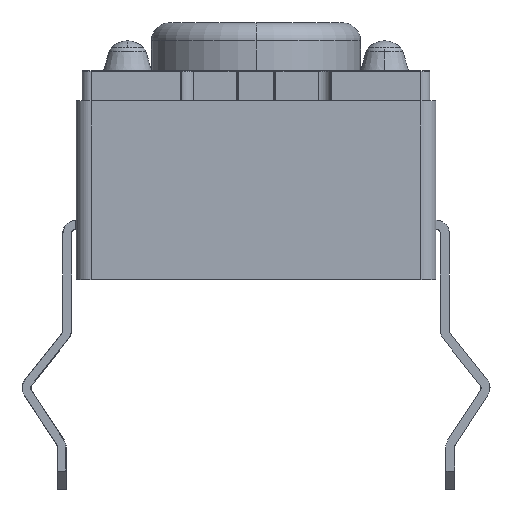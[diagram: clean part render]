
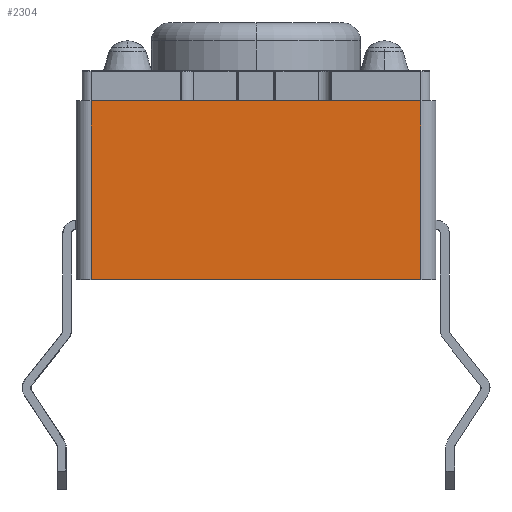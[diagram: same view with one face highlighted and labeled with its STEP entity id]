
A CAD part, front view. The second image highlights one B-rep face of the part: STEP entity #2304.
In plain terms, the highlighted planar face has unit normal (0, -1, 0).
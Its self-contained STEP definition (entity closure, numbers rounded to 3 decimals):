
#2277 = VERTEX_POINT('',#2278);
#2278 = CARTESIAN_POINT('',(0.44,-5.26,0.055));
#2285 = EDGE_CURVE('',#2286,#2277,#2288,.T.);
#2286 = VERTEX_POINT('',#2287);
#2287 = CARTESIAN_POINT('',(0.44,-5.26,3.045));
#2288 = LINE('',#2289,#2290);
#2289 = CARTESIAN_POINT('',(0.44,-5.26,3.05));
#2290 = VECTOR('',#2291,1.);
#2291 = DIRECTION('',(0.,0.,-1.));
#2304 = ADVANCED_FACE('',(#2305),#2330,.F.);
#2305 = FACE_BOUND('',#2306,.T.);
#2306 = EDGE_LOOP('',(#2307,#2308,#2316,#2324));
#2307 = ORIENTED_EDGE('',*,*,#2285,.T.);
#2308 = ORIENTED_EDGE('',*,*,#2309,.T.);
#2309 = EDGE_CURVE('',#2277,#2310,#2312,.T.);
#2310 = VERTEX_POINT('',#2311);
#2311 = CARTESIAN_POINT('',(5.96,-5.26,0.055));
#2312 = LINE('',#2313,#2314);
#2313 = CARTESIAN_POINT('',(5.96,-5.26,0.055));
#2314 = VECTOR('',#2315,1.);
#2315 = DIRECTION('',(1.,0.,0.));
#2316 = ORIENTED_EDGE('',*,*,#2317,.F.);
#2317 = EDGE_CURVE('',#2318,#2310,#2320,.T.);
#2318 = VERTEX_POINT('',#2319);
#2319 = CARTESIAN_POINT('',(5.96,-5.26,3.045));
#2320 = LINE('',#2321,#2322);
#2321 = CARTESIAN_POINT('',(5.96,-5.26,3.05));
#2322 = VECTOR('',#2323,1.);
#2323 = DIRECTION('',(0.,0.,-1.));
#2324 = ORIENTED_EDGE('',*,*,#2325,.T.);
#2325 = EDGE_CURVE('',#2318,#2286,#2326,.T.);
#2326 = LINE('',#2327,#2328);
#2327 = CARTESIAN_POINT('',(0.44,-5.26,3.045));
#2328 = VECTOR('',#2329,1.);
#2329 = DIRECTION('',(-1.,0.,0.));
#2330 = PLANE('',#2331);
#2331 = AXIS2_PLACEMENT_3D('',#2332,#2333,#2334);
#2332 = CARTESIAN_POINT('',(0.44,-5.26,3.05));
#2333 = DIRECTION('',(0.,1.,0.));
#2334 = DIRECTION('',(-1.,0.,0.));
